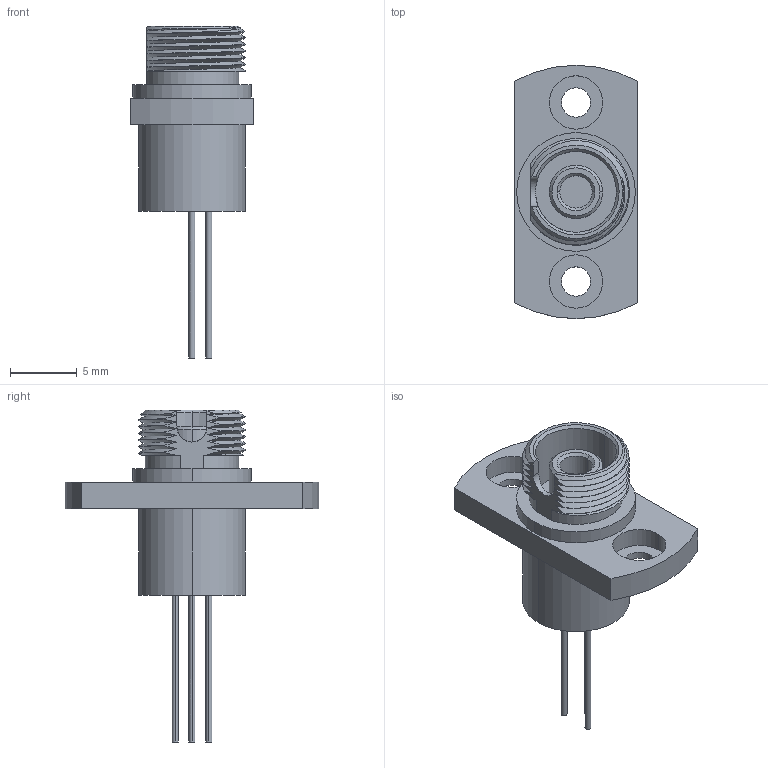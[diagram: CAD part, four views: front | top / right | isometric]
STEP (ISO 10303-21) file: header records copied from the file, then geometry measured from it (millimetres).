
FILE_DESCRIPTION (( 'STEP AP214' ), '1' );
FILE_NAME ('16630-E0W.STEP', '2013-10-18T19:21:06', ( 'admin' ), ( '' ), 'SwSTEP 2.0', 'SolidWorks 2012', '' );
FILE_SCHEMA (( 'AUTOMOTIVE_DESIGN' ));
Length unit declared in the file: millimetre
Products named in the file (1): 16630-E0W
Bounding box: 9.2 x 19 x 24.9 mm (x, y, z)
Volume: 758.2 mm3; surface area: 1034.7 mm2
Topology: 1 solids, 1 shells, 77 faces, 190 edges, 125 vertices
Faces by surface type: cylinder 36, plane 19, bspline 15, cone 7
Entity records: 8153 total; most frequent: CARTESIAN_POINT 5570, ORIENTED_EDGE 380, DIRECTION 321, EDGE_CURVE 190, AXIS2_PLACEMENT_3D 129, VERTEX_POINT 125, EDGE_LOOP 91, UNCERTAINTY_MEASURE_WITH_UNIT 80
